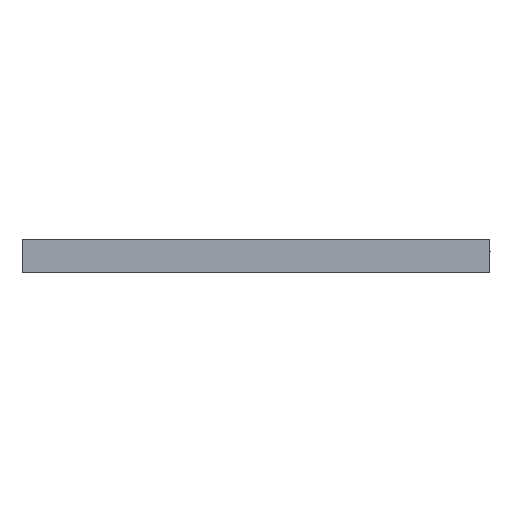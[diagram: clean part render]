
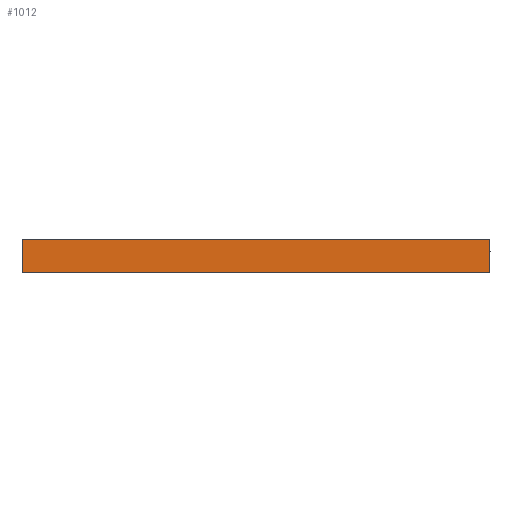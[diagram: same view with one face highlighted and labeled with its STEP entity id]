
A CAD part, left-side view. The second image highlights one B-rep face of the part: STEP entity #1012.
In plain terms, the highlighted planar face has unit normal (-1, 0, 0).
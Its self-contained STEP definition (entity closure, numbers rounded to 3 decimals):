
#370=CARTESIAN_POINT('',(-17.5,-139.487,-40.));
#371=VERTEX_POINT('',#370);
#378=CARTESIAN_POINT('',(-17.5,-139.487,-50.0));
#379=VERTEX_POINT('',#378);
#380=CARTESIAN_POINT('',(-17.5,-139.487,-50.0));
#381=DIRECTION('',(0.0,0.0,1.0));
#382=VECTOR('',#381,10.);
#383=LINE('',#380,#382);
#384=EDGE_CURVE('',#379,#371,#383,.T.);
#511=CARTESIAN_POINT('',(-17.5,0.0,-50.0));
#512=VERTEX_POINT('',#511);
#519=CARTESIAN_POINT('',(-17.5,0.0,-40.));
#520=VERTEX_POINT('',#519);
#521=CARTESIAN_POINT('',(-17.5,0.,-40.));
#522=DIRECTION('',(0.0,0.0,-1.0));
#523=VECTOR('',#522,10.);
#524=LINE('',#521,#523);
#525=EDGE_CURVE('',#520,#512,#524,.T.);
#940=CARTESIAN_POINT('',(-17.5,-139.487,-40.));
#941=DIRECTION('',(0.0,1.0,0.0));
#942=VECTOR('',#941,139.487);
#943=LINE('',#940,#942);
#944=EDGE_CURVE('',#371,#520,#943,.T.);
#996=CARTESIAN_POINT('',(-17.5,-69.743,-44.4));
#997=DIRECTION('',(-1.0,0.0,0.0));
#998=DIRECTION('',(0.0,0.0,-1.0));
#999=AXIS2_PLACEMENT_3D('',#996,#997,#998);
#1000=PLANE('',#999);
#1001=ORIENTED_EDGE('',*,*,#525,.T.);
#1002=CARTESIAN_POINT('',(-17.5,-139.487,-50.0));
#1003=DIRECTION('',(0.0,1.0,0.0));
#1004=VECTOR('',#1003,139.487);
#1005=LINE('',#1002,#1004);
#1006=EDGE_CURVE('',#379,#512,#1005,.T.);
#1007=ORIENTED_EDGE('',*,*,#1006,.F.);
#1008=ORIENTED_EDGE('',*,*,#384,.T.);
#1009=ORIENTED_EDGE('',*,*,#944,.T.);
#1010=EDGE_LOOP('',(#1001,#1007,#1008,#1009));
#1011=FACE_OUTER_BOUND('',#1010,.T.);
#1012=ADVANCED_FACE('',(#1011),#1000,.T.);
